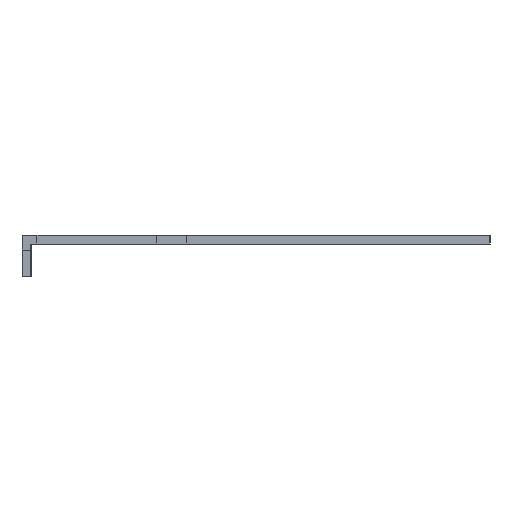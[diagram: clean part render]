
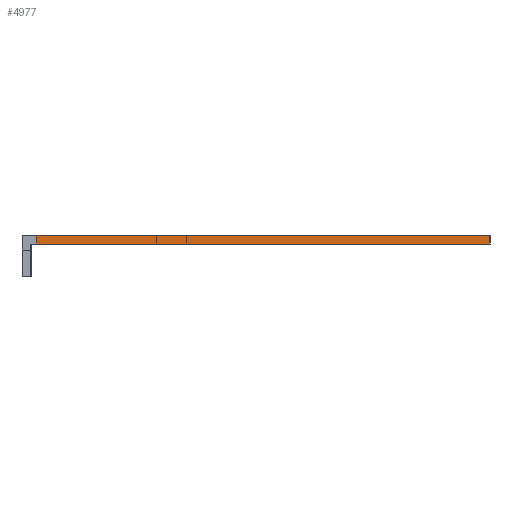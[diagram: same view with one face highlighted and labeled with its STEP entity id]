
A CAD part, left-side view. The second image highlights one B-rep face of the part: STEP entity #4977.
In plain terms, the highlighted planar face has unit normal (-1, 0, 0).
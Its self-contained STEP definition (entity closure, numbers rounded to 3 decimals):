
#197 = PLANE ( 'NONE',  #1590 ) ;
#319 = ORIENTED_EDGE ( 'NONE', *, *, #5682, .T. ) ;
#759 = DIRECTION ( 'NONE',  ( 0., 0., 1. ) ) ;
#1005 = DIRECTION ( 'NONE',  ( -1., 0., 0. ) ) ;
#1015 = LINE ( 'NONE', #9689, #5466 ) ;
#1128 = EDGE_LOOP ( 'NONE', ( #7586, #319, #5114, #7866 ) ) ;
#1148 = CARTESIAN_POINT ( 'NONE',  ( 0., 0., -1.5 ) ) ;
#1559 = LINE ( 'NONE', #3235, #4533 ) ;
#1590 = AXIS2_PLACEMENT_3D ( 'NONE', #8602, #1005, #4389 ) ;
#1660 = VERTEX_POINT ( 'NONE', #4074 ) ;
#2055 = VECTOR ( 'NONE', #6097, 1000. ) ;
#2242 = CARTESIAN_POINT ( 'NONE',  ( 0., 0., 0. ) ) ;
#2501 = VERTEX_POINT ( 'NONE', #4615 ) ;
#3235 = CARTESIAN_POINT ( 'NONE',  ( 0., 0., -1.5 ) ) ;
#3733 = EDGE_CURVE ( 'NONE', #2501, #7017, #10320, .T. ) ;
#3912 = CARTESIAN_POINT ( 'NONE',  ( 0., 75.5, 0. ) ) ;
#4074 = CARTESIAN_POINT ( 'NONE',  ( 0., 0., -1.5 ) ) ;
#4389 = DIRECTION ( 'NONE',  ( 0., 0., 1. ) ) ;
#4533 = VECTOR ( 'NONE', #759, 1000. ) ;
#4602 = CARTESIAN_POINT ( 'NONE',  ( 0., 75.5, -1.5 ) ) ;
#4615 = CARTESIAN_POINT ( 'NONE',  ( 0., 0., 0. ) ) ;
#4850 = EDGE_CURVE ( 'NONE', #1660, #2501, #1559, .T. ) ;
#4977 = ADVANCED_FACE ( 'NONE', ( #5747 ), #197, .T. ) ;
#5114 = ORIENTED_EDGE ( 'NONE', *, *, #6604, .F. ) ;
#5466 = VECTOR ( 'NONE', #5563, 1000. ) ;
#5563 = DIRECTION ( 'NONE',  ( 0., 0., -1. ) ) ;
#5682 = EDGE_CURVE ( 'NONE', #7017, #9678, #1015, .T. ) ;
#5747 = FACE_OUTER_BOUND ( 'NONE', #1128, .T. ) ;
#6097 = DIRECTION ( 'NONE',  ( 0., 1., 0. ) ) ;
#6604 = EDGE_CURVE ( 'NONE', #1660, #9678, #8496, .T. ) ;
#7017 = VERTEX_POINT ( 'NONE', #3912 ) ;
#7208 = DIRECTION ( 'NONE',  ( 0., 1., 0. ) ) ;
#7586 = ORIENTED_EDGE ( 'NONE', *, *, #3733, .T. ) ;
#7866 = ORIENTED_EDGE ( 'NONE', *, *, #4850, .T. ) ;
#8496 = LINE ( 'NONE', #1148, #2055 ) ;
#8602 = CARTESIAN_POINT ( 'NONE',  ( 0., 76.5, -2.5 ) ) ;
#9678 = VERTEX_POINT ( 'NONE', #4602 ) ;
#9689 = CARTESIAN_POINT ( 'NONE',  ( 0., 75.5, 0. ) ) ;
#10320 = LINE ( 'NONE', #2242, #10590 ) ;
#10590 = VECTOR ( 'NONE', #7208, 1000. ) ;
